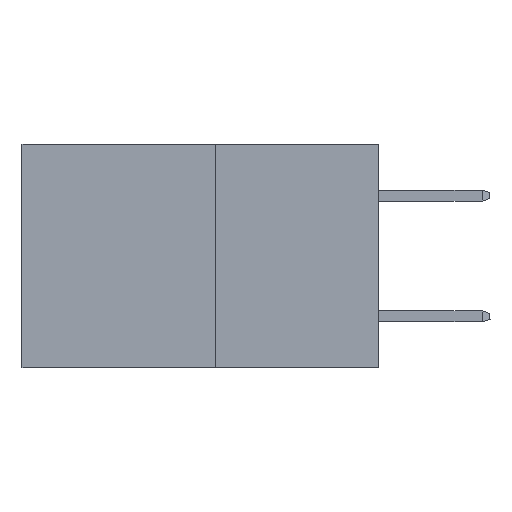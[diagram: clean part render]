
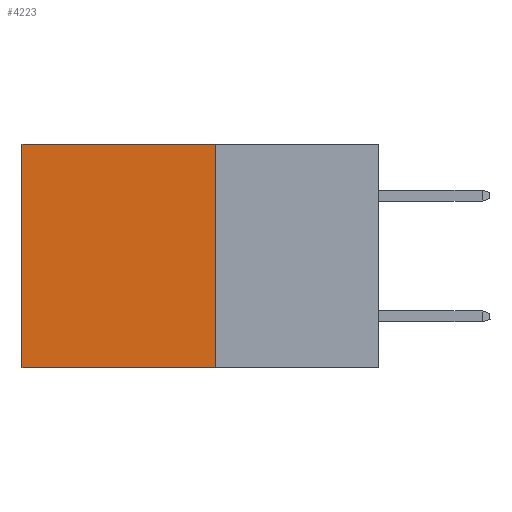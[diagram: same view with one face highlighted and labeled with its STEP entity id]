
A CAD part, left-side view. The second image highlights one B-rep face of the part: STEP entity #4223.
In plain terms, the highlighted planar face has unit normal (-1, 0, 0).
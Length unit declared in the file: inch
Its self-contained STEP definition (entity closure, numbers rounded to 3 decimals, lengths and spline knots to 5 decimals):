
#100 = VERTEX_POINT ( 'NONE', #14903 ) ;
#1694 = DIRECTION ( 'NONE',  ( 0., 0., -1. ) ) ;
#1766 = CARTESIAN_POINT ( 'NONE',  ( 0.277, 0.27, -0.37 ) ) ;
#1881 = DIRECTION ( 'NONE',  ( 1., 0., 0. ) ) ;
#1883 = VERTEX_POINT ( 'NONE', #14146 ) ;
#2689 = ORIENTED_EDGE ( 'NONE', *, *, #7991, .F. ) ;
#3448 = EDGE_CURVE ( 'NONE', #4787, #100, #12746, .T. ) ;
#3710 = ORIENTED_EDGE ( 'NONE', *, *, #4510, .T. ) ;
#4099 = PLANE ( 'NONE',  #13242 ) ;
#4223 = ADVANCED_FACE ( 'NONE', ( #7733 ), #4099, .F. ) ;
#4510 = EDGE_CURVE ( 'NONE', #8482, #4787, #6329, .T. ) ;
#4787 = VERTEX_POINT ( 'NONE', #10657 ) ;
#4975 = DIRECTION ( 'NONE',  ( 0., 1., 0. ) ) ;
#5321 = VECTOR ( 'NONE', #1694, 39.37008 ) ;
#6329 = LINE ( 'NONE', #20725, #19852 ) ;
#6833 = ORIENTED_EDGE ( 'NONE', *, *, #19348, .F. ) ;
#6959 = CARTESIAN_POINT ( 'NONE',  ( 0.277, 0.59, -0.37 ) ) ;
#7724 = VECTOR ( 'NONE', #21957, 39.37008 ) ;
#7733 = FACE_OUTER_BOUND ( 'NONE', #15804, .T. ) ;
#7991 = EDGE_CURVE ( 'NONE', #8482, #1883, #10611, .T. ) ;
#8073 = VECTOR ( 'NONE', #12820, 39.37008 ) ;
#8275 = LINE ( 'NONE', #13230, #7724 ) ;
#8482 = VERTEX_POINT ( 'NONE', #22380 ) ;
#8488 = CARTESIAN_POINT ( 'NONE',  ( 0.277, 0.27, -0.37 ) ) ;
#9752 = ORIENTED_EDGE ( 'NONE', *, *, #3448, .T. ) ;
#10611 = LINE ( 'NONE', #1766, #5321 ) ;
#10657 = CARTESIAN_POINT ( 'NONE',  ( 0.277, 0.59, 0. ) ) ;
#11041 = DIRECTION ( 'NONE',  ( 0., 0., -1. ) ) ;
#12746 = LINE ( 'NONE', #6959, #8073 ) ;
#12820 = DIRECTION ( 'NONE',  ( 0., 0., -1. ) ) ;
#13230 = CARTESIAN_POINT ( 'NONE',  ( 0.277, 0.27, -0.37 ) ) ;
#13242 = AXIS2_PLACEMENT_3D ( 'NONE', #8488, #1881, #11041 ) ;
#14146 = CARTESIAN_POINT ( 'NONE',  ( 0.277, 0.27, -0.37 ) ) ;
#14903 = CARTESIAN_POINT ( 'NONE',  ( 0.277, 0.59, -0.37 ) ) ;
#15804 = EDGE_LOOP ( 'NONE', ( #9752, #6833, #2689, #3710 ) ) ;
#19348 = EDGE_CURVE ( 'NONE', #1883, #100, #8275, .T. ) ;
#19852 = VECTOR ( 'NONE', #4975, 39.37008 ) ;
#20725 = CARTESIAN_POINT ( 'NONE',  ( 0.277, 0.27, 0. ) ) ;
#21957 = DIRECTION ( 'NONE',  ( 0., 1., 0. ) ) ;
#22380 = CARTESIAN_POINT ( 'NONE',  ( 0.277, 0.27, 0. ) ) ;
